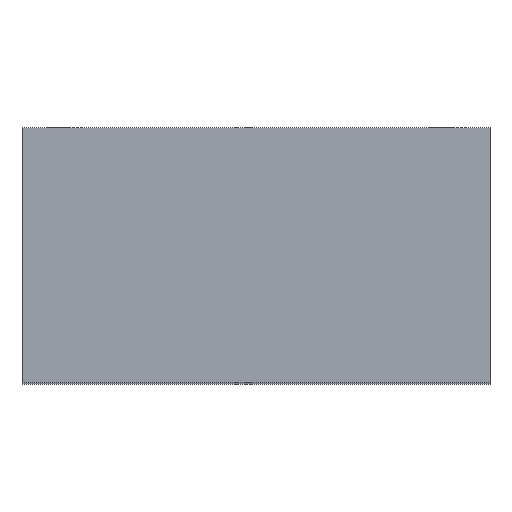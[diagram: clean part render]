
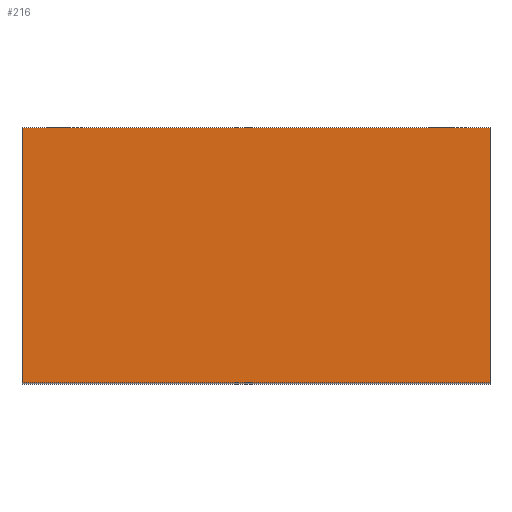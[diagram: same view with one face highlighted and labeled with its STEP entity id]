
A CAD part, top view. The second image highlights one B-rep face of the part: STEP entity #216.
In plain terms, the highlighted planar face has unit normal (0, 0, 1).
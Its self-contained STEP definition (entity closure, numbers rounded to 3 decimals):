
#6 = DIRECTION ( 'NONE',  ( 0., 1., 0. ) ) ;
#19 = EDGE_CURVE ( 'NONE', #502, #434, #888, .T. ) ;
#61 = DIRECTION ( 'NONE',  ( -1., 0., 0. ) ) ;
#78 = CARTESIAN_POINT ( 'NONE',  ( 0., 30., 105. ) ) ;
#151 = CARTESIAN_POINT ( 'NONE',  ( 0., 0., 105. ) ) ;
#190 = EDGE_LOOP ( 'NONE', ( #921, #344, #253, #631 ) ) ;
#216 = ADVANCED_FACE ( 'NONE', ( #584 ), #811, .F. ) ;
#233 = EDGE_CURVE ( 'NONE', #434, #794, #726, .T. ) ;
#238 = CARTESIAN_POINT ( 'NONE',  ( 55., 0., 105. ) ) ;
#253 = ORIENTED_EDGE ( 'NONE', *, *, #19, .T. ) ;
#327 = CARTESIAN_POINT ( 'NONE',  ( 0., 30., 105. ) ) ;
#344 = ORIENTED_EDGE ( 'NONE', *, *, #679, .T. ) ;
#349 = CARTESIAN_POINT ( 'NONE',  ( 0., 0., 105. ) ) ;
#380 = VECTOR ( 'NONE', #6, 1000. ) ;
#404 = VECTOR ( 'NONE', #848, 1000. ) ;
#434 = VERTEX_POINT ( 'NONE', #519 ) ;
#457 = CARTESIAN_POINT ( 'NONE',  ( 0., 0., 105. ) ) ;
#474 = DIRECTION ( 'NONE',  ( 1., 0., 0. ) ) ;
#485 = VERTEX_POINT ( 'NONE', #151 ) ;
#502 = VERTEX_POINT ( 'NONE', #813 ) ;
#519 = CARTESIAN_POINT ( 'NONE',  ( 55., 30., 105. ) ) ;
#537 = LINE ( 'NONE', #755, #614 ) ;
#584 = FACE_OUTER_BOUND ( 'NONE', #190, .T. ) ;
#596 = DIRECTION ( 'NONE',  ( 0., 0., -1. ) ) ;
#614 = VECTOR ( 'NONE', #474, 1000. ) ;
#631 = ORIENTED_EDGE ( 'NONE', *, *, #233, .T. ) ;
#667 = AXIS2_PLACEMENT_3D ( 'NONE', #457, #596, #804 ) ;
#679 = EDGE_CURVE ( 'NONE', #485, #502, #537, .T. ) ;
#726 = LINE ( 'NONE', #78, #852 ) ;
#755 = CARTESIAN_POINT ( 'NONE',  ( 0., 0., 105. ) ) ;
#794 = VERTEX_POINT ( 'NONE', #327 ) ;
#804 = DIRECTION ( 'NONE',  ( -1., 0., 0. ) ) ;
#811 = PLANE ( 'NONE',  #667 ) ;
#813 = CARTESIAN_POINT ( 'NONE',  ( 55., 0., 105. ) ) ;
#840 = LINE ( 'NONE', #349, #404 ) ;
#848 = DIRECTION ( 'NONE',  ( 0., -1., 0. ) ) ;
#852 = VECTOR ( 'NONE', #61, 1000. ) ;
#888 = LINE ( 'NONE', #238, #380 ) ;
#921 = ORIENTED_EDGE ( 'NONE', *, *, #932, .T. ) ;
#932 = EDGE_CURVE ( 'NONE', #794, #485, #840, .T. ) ;
